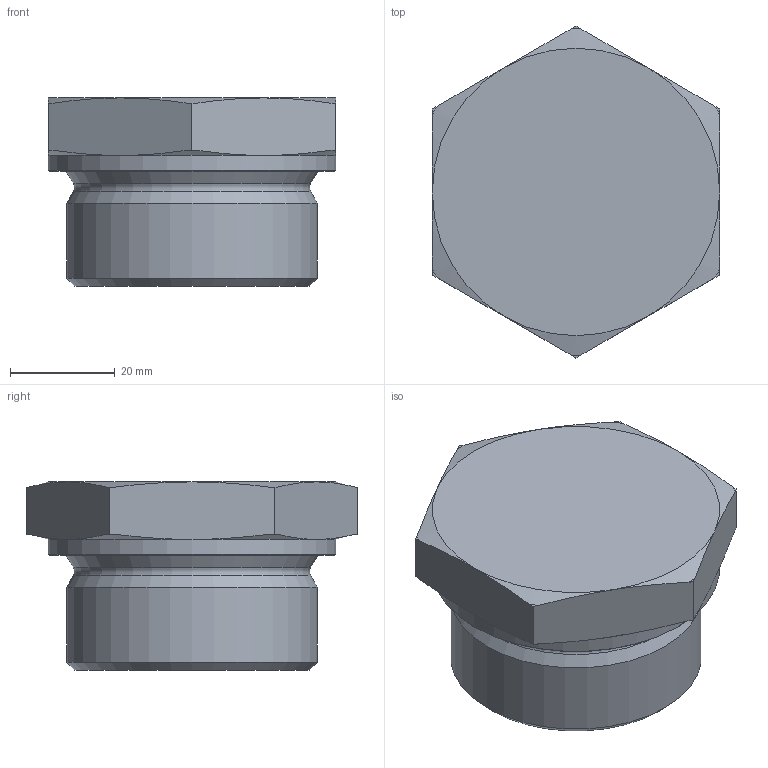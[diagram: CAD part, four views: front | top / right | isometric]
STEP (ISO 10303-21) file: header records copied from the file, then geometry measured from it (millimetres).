
FILE_DESCRIPTION((''),'2;1');
FILE_NAME('7100048.stp','2014-09-03T14:09:06',(''),('KNOMI spol. s r. o.'),'Autodesk Inventor 2012','Autodesk Inventor 2012','');
FILE_SCHEMA(('AUTOMOTIVE_DESIGN { 1 2 10303 214 0 1 1 1 }'));
Length unit declared in the file: millimetre
Products named in the file (1): ZOKA M48
Bounding box: 55 x 63.51 x 36 mm (x, y, z)
Volume: 74675.2 mm3; surface area: 10952.1 mm2
Topology: 1 solids, 1 shells, 40 faces, 93 edges, 56 vertices
Faces by surface type: plane 21, cone 16, cylinder 2, torus 1
Full cylindrical faces by diameter (mm): 48 x1, 55 x1
Entity records: 1092 total; most frequent: CARTESIAN_POINT 231, DIRECTION 176, ORIENTED_EDGE 172, EDGE_CURVE 86, AXIS2_PLACEMENT_3D 73, VERTEX_POINT 56, EDGE_LOOP 48, FACE_OUTER_BOUND 40
